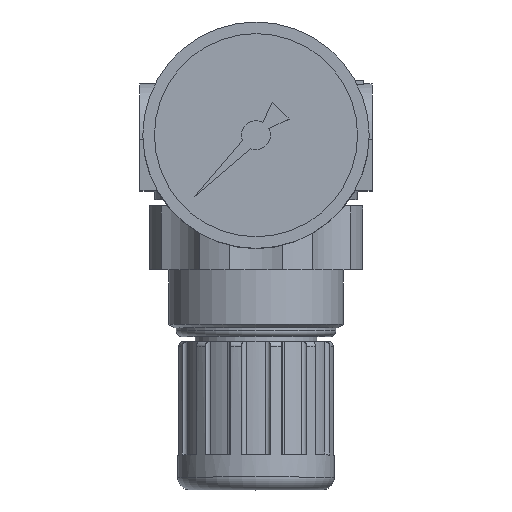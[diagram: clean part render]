
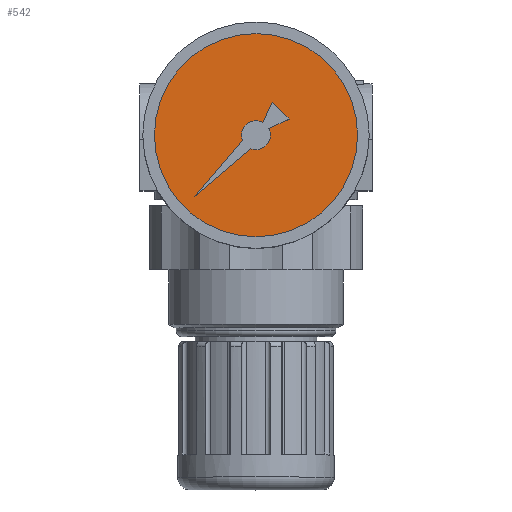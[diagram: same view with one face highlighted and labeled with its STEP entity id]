
A CAD part, top view. The second image highlights one B-rep face of the part: STEP entity #542.
In plain terms, the highlighted planar face has unit normal (0, 0, 1).
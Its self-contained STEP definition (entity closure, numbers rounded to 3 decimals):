
#542 = ADVANCED_FACE( '', ( #1118, #1119 ), #1120, .F. );
#1118 = FACE_OUTER_BOUND( '', #1720, .T. );
#1119 = FACE_BOUND( '', #1721, .T. );
#1120 = PLANE( '', #1722 );
#1720 = EDGE_LOOP( '', ( #3130 ) );
#1721 = EDGE_LOOP( '', ( #3131, #3132, #3133, #3134, #3135, #3136, #3137 ) );
#1722 = AXIS2_PLACEMENT_3D( '', #3138, #3139, #3140 );
#3130 = ORIENTED_EDGE( '', *, *, #3966, .F. );
#3131 = ORIENTED_EDGE( '', *, *, #3800, .F. );
#3132 = ORIENTED_EDGE( '', *, *, #3967, .F. );
#3133 = ORIENTED_EDGE( '', *, *, #3960, .F. );
#3134 = ORIENTED_EDGE( '', *, *, #3941, .F. );
#3135 = ORIENTED_EDGE( '', *, *, #3968, .F. );
#3136 = ORIENTED_EDGE( '', *, *, #3847, .F. );
#3137 = ORIENTED_EDGE( '', *, *, #3922, .F. );
#3138 = CARTESIAN_POINT( '', ( 0., 0., 41. ) );
#3139 = DIRECTION( '', ( 0., 0., -1. ) );
#3140 = DIRECTION( '', ( -1., 0., 0. ) );
#3800 = EDGE_CURVE( '', #4651, #4652, #4653, .T. );
#3847 = EDGE_CURVE( '', #4718, #4719, #4720, .T. );
#3922 = EDGE_CURVE( '', #4652, #4718, #4811, .T. );
#3941 = EDGE_CURVE( '', #4834, #4835, #4836, .T. );
#3960 = EDGE_CURVE( '', #4835, #4856, #4857, .T. );
#3966 = EDGE_CURVE( '', #4864, #4864, #4865, .T. );
#3967 = EDGE_CURVE( '', #4856, #4651, #4866, .F. );
#3968 = EDGE_CURVE( '', #4719, #4834, #4867, .T. );
#4651 = VERTEX_POINT( '', #6069 );
#4652 = VERTEX_POINT( '', #6070 );
#4653 = LINE( '', #6071, #6072 );
#4718 = VERTEX_POINT( '', #6255 );
#4719 = VERTEX_POINT( '', #6256 );
#4720 = LINE( '', #6257, #6258 );
#4811 = LINE( '', #6435, #6436 );
#4834 = VERTEX_POINT( '', #6474 );
#4835 = VERTEX_POINT( '', #6475 );
#4836 = LINE( '', #6476, #6477 );
#4856 = VERTEX_POINT( '', #6519 );
#4857 = LINE( '', #6520, #6521 );
#4864 = VERTEX_POINT( '', #6529 );
#4865 = CIRCLE( '', #6530, 17.5 );
#4866 = CIRCLE( '', #6531, 2.5 );
#4867 = CIRCLE( '', #6532, 2.5 );
#6069 = CARTESIAN_POINT( '', ( -2.217, -1.156, 41. ) );
#6070 = CARTESIAN_POINT( '', ( -5.703, -2.782, 41. ) );
#6071 = CARTESIAN_POINT( '', ( -2.217, -1.156, 41. ) );
#6072 = VECTOR( '', #7146, 1000. );
#6255 = CARTESIAN_POINT( '', ( -2.782, -5.703, 41. ) );
#6256 = CARTESIAN_POINT( '', ( -1.156, -2.217, 41. ) );
#6257 = CARTESIAN_POINT( '', ( -2.782, -5.703, 41. ) );
#6258 = VECTOR( '', #7199, 1000. );
#6435 = CARTESIAN_POINT( '', ( -5.703, -2.782, 41. ) );
#6436 = VECTOR( '', #7269, 1000. );
#6474 = CARTESIAN_POINT( '', ( 2.327, 0.913, 41. ) );
#6475 = CARTESIAN_POINT( '', ( 10.607, 10.607, 41. ) );
#6476 = CARTESIAN_POINT( '', ( 2.327, 0.913, 41. ) );
#6477 = VECTOR( '', #7285, 1000. );
#6519 = CARTESIAN_POINT( '', ( 0.913, 2.327, 41. ) );
#6520 = CARTESIAN_POINT( '', ( 10.607, 10.607, 41. ) );
#6521 = VECTOR( '', #7296, 1000. );
#6529 = CARTESIAN_POINT( '', ( -17.5, 0., 41. ) );
#6530 = AXIS2_PLACEMENT_3D( '', #7301, #7302, #7303 );
#6531 = AXIS2_PLACEMENT_3D( '', #7304, #7305, #7306 );
#6532 = AXIS2_PLACEMENT_3D( '', #7307, #7308, #7309 );
#7146 = DIRECTION( '', ( -0.906, -0.423, 0. ) );
#7199 = DIRECTION( '', ( 0.423, 0.906, 0. ) );
#7269 = DIRECTION( '', ( 0.707, -0.707, 0. ) );
#7285 = DIRECTION( '', ( 0.649, 0.76, 0. ) );
#7296 = DIRECTION( '', ( -0.76, -0.649, 0. ) );
#7301 = CARTESIAN_POINT( '', ( 0., 0., 41. ) );
#7302 = DIRECTION( '', ( 0., 0., -1. ) );
#7303 = DIRECTION( '', ( -1., 0., 0. ) );
#7304 = CARTESIAN_POINT( '', ( 0., 0., 41. ) );
#7305 = DIRECTION( '', ( 0., 0., -1. ) );
#7306 = DIRECTION( '', ( -1., 0., 0. ) );
#7307 = CARTESIAN_POINT( '', ( 0., 0., 41. ) );
#7308 = DIRECTION( '', ( 0., 0., 1. ) );
#7309 = DIRECTION( '', ( 1., 0., 0. ) );
